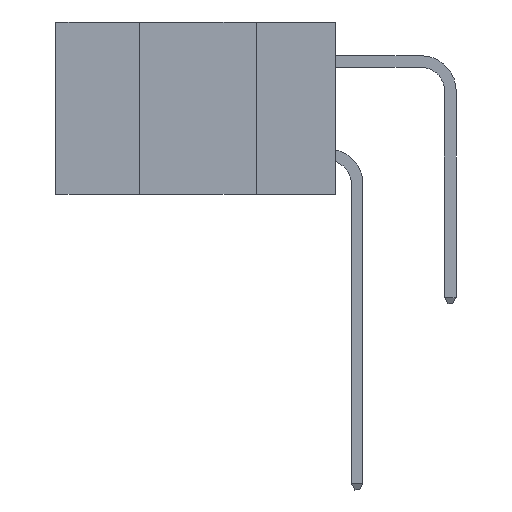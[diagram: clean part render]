
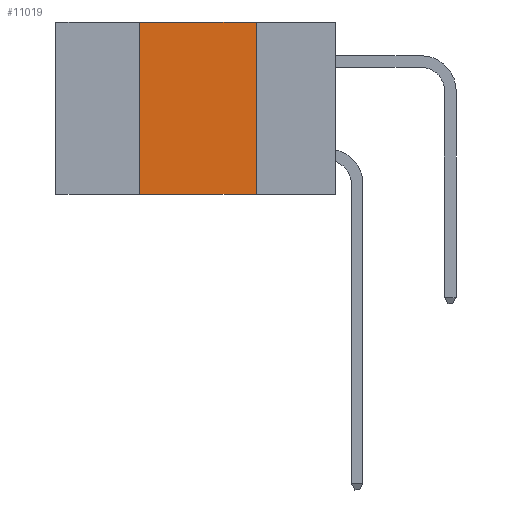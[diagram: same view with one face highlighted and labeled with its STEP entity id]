
A CAD part, left-side view. The second image highlights one B-rep face of the part: STEP entity #11019.
In plain terms, the highlighted planar face has unit normal (-1, 0, 0).
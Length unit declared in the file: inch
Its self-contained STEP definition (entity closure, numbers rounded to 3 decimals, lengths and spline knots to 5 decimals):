
#724 = CARTESIAN_POINT ( 'NONE',  ( 0., 0.42, -0.37 ) ) ;
#850 = DIRECTION ( 'NONE',  ( 0., 0., 1. ) ) ;
#855 = EDGE_CURVE ( 'NONE', #9710, #2537, #11772, .T. ) ;
#1268 = LINE ( 'NONE', #6218, #7970 ) ;
#1873 = LINE ( 'NONE', #6134, #3160 ) ;
#2537 = VERTEX_POINT ( 'NONE', #12040 ) ;
#3160 = VECTOR ( 'NONE', #15273, 39.37008 ) ;
#3715 = DIRECTION ( 'NONE',  ( 0., 0., -1. ) ) ;
#4047 = VERTEX_POINT ( 'NONE', #14910 ) ;
#4168 = EDGE_CURVE ( 'NONE', #9710, #4047, #1268, .T. ) ;
#4742 = EDGE_CURVE ( 'NONE', #4047, #6664, #1873, .T. ) ;
#4852 = ORIENTED_EDGE ( 'NONE', *, *, #4168, .F. ) ;
#4878 = VECTOR ( 'NONE', #3715, 39.37008 ) ;
#6134 = CARTESIAN_POINT ( 'NONE',  ( 0., 0.6, 0. ) ) ;
#6218 = CARTESIAN_POINT ( 'NONE',  ( 0., 0.42, 0. ) ) ;
#6664 = VERTEX_POINT ( 'NONE', #11884 ) ;
#7171 = ORIENTED_EDGE ( 'NONE', *, *, #4742, .F. ) ;
#7970 = VECTOR ( 'NONE', #850, 39.37008 ) ;
#8739 = DIRECTION ( 'NONE',  ( 0., 0., -1. ) ) ;
#8965 = EDGE_LOOP ( 'NONE', ( #9222, #7171, #4852, #15465 ) ) ;
#9222 = ORIENTED_EDGE ( 'NONE', *, *, #14824, .F. ) ;
#9710 = VERTEX_POINT ( 'NONE', #724 ) ;
#10301 = DIRECTION ( 'NONE',  ( 0., -1., 0. ) ) ;
#11019 = ADVANCED_FACE ( 'NONE', ( #15526 ), #12644, .F. ) ;
#11082 = CARTESIAN_POINT ( 'NONE',  ( 0., 0.6, -0.37 ) ) ;
#11757 = AXIS2_PLACEMENT_3D ( 'NONE', #15194, #16463, #8739 ) ;
#11772 = LINE ( 'NONE', #11082, #14795 ) ;
#11884 = CARTESIAN_POINT ( 'NONE',  ( 0., 0.17, 0. ) ) ;
#12040 = CARTESIAN_POINT ( 'NONE',  ( 0., 0.17, -0.37 ) ) ;
#12344 = LINE ( 'NONE', #15452, #4878 ) ;
#12644 = PLANE ( 'NONE',  #11757 ) ;
#14795 = VECTOR ( 'NONE', #10301, 39.37008 ) ;
#14824 = EDGE_CURVE ( 'NONE', #6664, #2537, #12344, .T. ) ;
#14910 = CARTESIAN_POINT ( 'NONE',  ( 0., 0.42, 0. ) ) ;
#15194 = CARTESIAN_POINT ( 'NONE',  ( 0., 0.6, 0. ) ) ;
#15273 = DIRECTION ( 'NONE',  ( 0., -1., 0. ) ) ;
#15452 = CARTESIAN_POINT ( 'NONE',  ( 0., 0.17, 0. ) ) ;
#15465 = ORIENTED_EDGE ( 'NONE', *, *, #855, .T. ) ;
#15526 = FACE_OUTER_BOUND ( 'NONE', #8965, .T. ) ;
#16463 = DIRECTION ( 'NONE',  ( 1., 0., 0. ) ) ;
